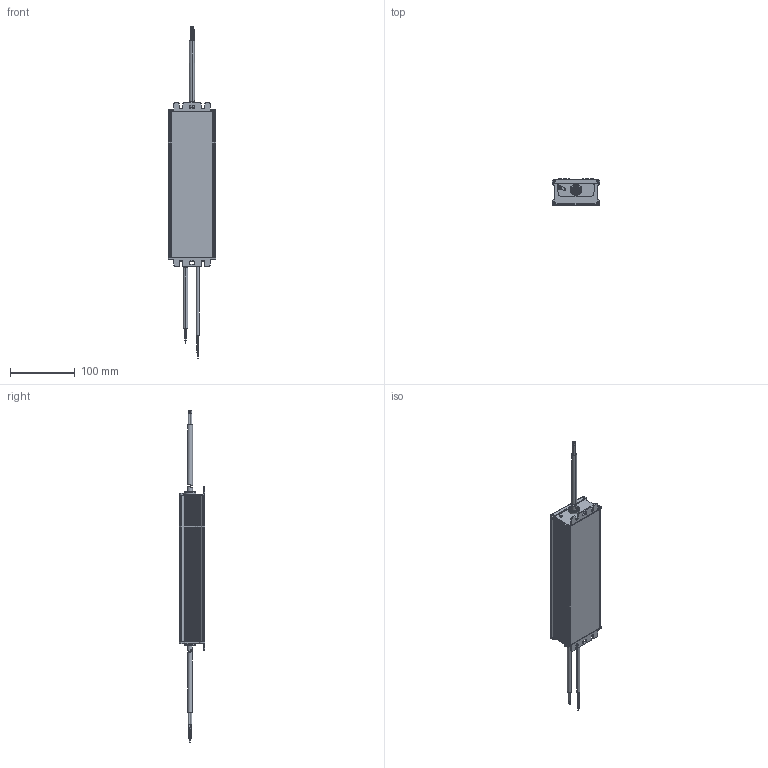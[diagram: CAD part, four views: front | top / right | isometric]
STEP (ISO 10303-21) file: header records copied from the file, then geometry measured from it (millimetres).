
FILE_DESCRIPTION (( 'STEP AP203' ), '1' );
FILE_NAME ('A7764 MT240H210AQ_CP DALI2.pdf.STEP', '2020-03-25T02:52:29', ( 'pc' ), ( '' ), 'SwSTEP 2.0', 'SolidWorks 2012', '' );
FILE_SCHEMA (( 'CONFIG_CONTROL_DESIGN' ));
Length unit declared in the file: millimetre
Products named in the file (17): A7764 MT240H210AQ_CP DALI2.pdf; 覃嫖盄旰; A4128散热器装配体HS1; BFM17D6_284 爾褐; A4128散热器HS1; 諉華盄; 怀堤盄旰; 输入线束; 坫傻滅阨SR_6-8.5; PCB郪璃蚾饜极; ｴCB; 6PIN; СPCB; A7568躇猾菜; A7653怀堤傷裔; A7568输入端盖; A7568俋褲
Assembly tree (20 placements, depth 3):
  A7764 MT240H210AQ_CP DALI2.pdf
    A7568俋褲
    A7568输入端盖
    A7653怀堤傷裔
    A7568躇猾菜  x2
    PCB郪璃蚾饜极
      СPCB
      6PIN  x2
      ｴCB
    坫傻滅阨SR_6-8.5  x3
    输入线束
    怀堤盄旰
    諉華盄
    A4128散热器装配体HS1
      A4128散热器HS1
      BFM17D6_284 爾褐
    覃嫖盄旰
Bounding box: 73.5 x 40 x 511.3 mm (x, y, z)
Volume: 286293.1 mm3; surface area: 217047.8 mm2
Topology: 48 solids, 48 shells, 1493 faces, 3681 edges, 2353 vertices
Faces by surface type: plane 999, cylinder 364, torus 74, bspline 32, cone 24
Entity records: 36025 total; most frequent: CARTESIAN_POINT 7015, DIRECTION 5675, ORIENTED_EDGE 5580, EDGE_CURVE 2790, LINE 1957, VECTOR 1957, AXIS2_PLACEMENT_3D 1859, VERTEX_POINT 1807
